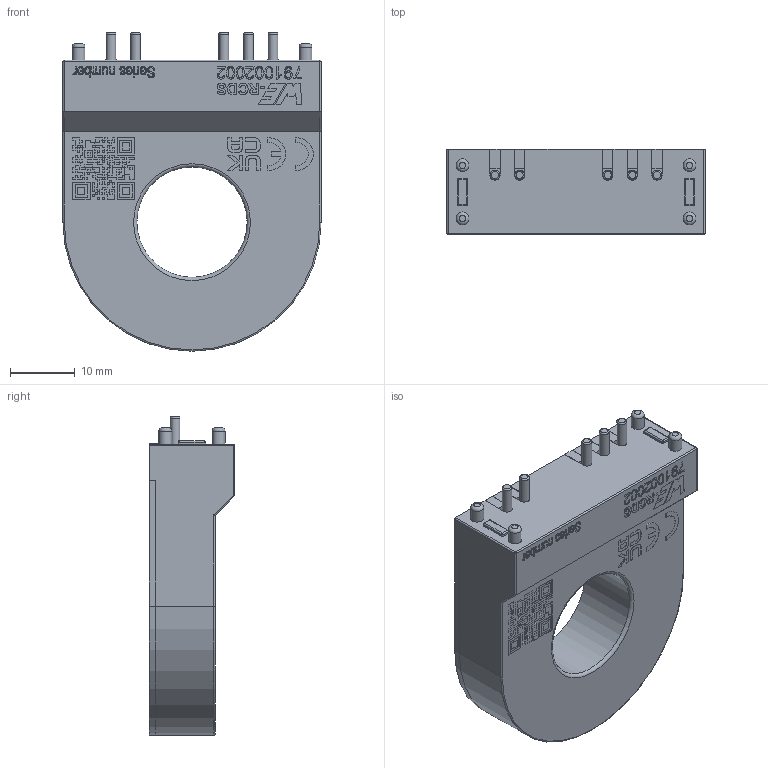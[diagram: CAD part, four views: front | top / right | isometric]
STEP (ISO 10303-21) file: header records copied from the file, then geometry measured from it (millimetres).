
FILE_DESCRIPTION(/* description */ ('Unknown'),/* implementation_level */ '2;1');
FILE_NAME(/* name */ '791002002',/* time_stamp */ '2023-06-19T11:35:47+08:00',/* author */ ('Unknown'),/* organization */ ('Unknown'),/* preprocessor_version */ 'ST-DEVELOPER v16.7',/* originating_system */ 'Solid Edge',/* authorisation */ 'Unknown');
FILE_SCHEMA (('AUTOMOTIVE_DESIGN {1 0 10303 214 3 1 1}'));
Products named in the file (10): 791002002; Shell; Base; PCBA; Core; Winding; Core1; Core2; Core3; Cover
Assembly tree (9 placements, depth 3):
  791002002
    Shell
    Base
    PCBA
    Core
      Winding
      Core1
      Core2
      Core3
    Cover
Bounding box: 39.8 x 13.22 x 49.1 mm (x, y, z)
Volume: 8678.5 mm3; surface area: 17698 mm2
Topology: 9 solids, 9 shells, 3984 faces, 10326 edges, 6449 vertices
Faces by surface type: plane 2033, cylinder 812, bspline 698, torus 233, sphere 193, cone 15
Full cylindrical faces by diameter (mm): 0.2 x179, 0.6 x1, 1.5 x10, 1.6 x5, 2 x4, 2.5 x5, 17 x1, 19.4 x1, 19.6 x1, 22.7 x2, 23.5 x2, 24.3 x2, 24.6 x1, 27.5 x1, 28.5 x2, 29.5 x2, 30.5 x2
Entity records: 179498 total; most frequent: CARTESIAN_POINT 65949, ORIENTED_EDGE 19116, DIRECTION 16128, EDGE_CURVE 9558, VERTEX_POINT 6316, LINE 6128, VECTOR 6128, AXIS2_PLACEMENT_3D 5000
